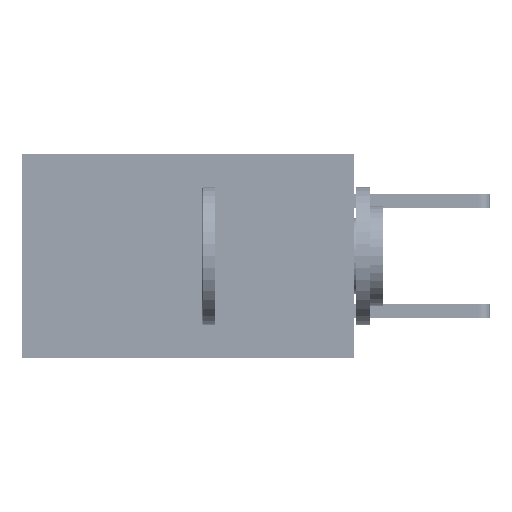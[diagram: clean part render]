
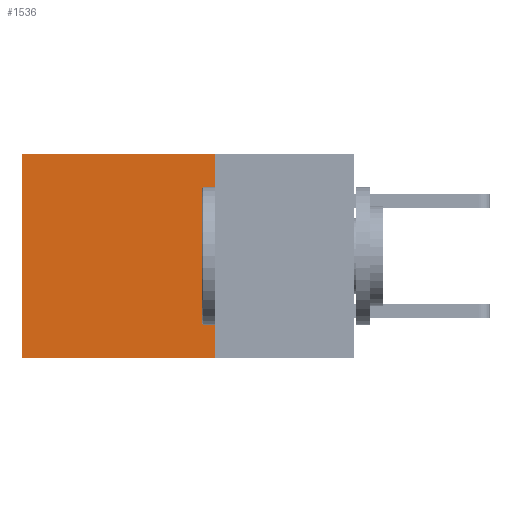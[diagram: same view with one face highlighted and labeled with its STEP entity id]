
A CAD part, left-side view. The second image highlights one B-rep face of the part: STEP entity #1536.
In plain terms, the highlighted planar face has unit normal (-1, 0, 0).
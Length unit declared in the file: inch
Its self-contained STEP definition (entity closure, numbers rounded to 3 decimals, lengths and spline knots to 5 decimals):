
#243 = DIRECTION ( 'NONE',  ( 0., 0., -1. ) ) ;
#417 = CARTESIAN_POINT ( 'NONE',  ( 0.2875, 0.25, 0. ) ) ;
#1397 = CARTESIAN_POINT ( 'NONE',  ( 0.2875, 0.6, -0.37 ) ) ;
#1536 = ADVANCED_FACE ( 'NONE', ( #19901 ), #43969, .F. ) ;
#4568 = LINE ( 'NONE', #417, #11345 ) ;
#6954 = CARTESIAN_POINT ( 'NONE',  ( 0.2875, 0.25, -0.37 ) ) ;
#7992 = ORIENTED_EDGE ( 'NONE', *, *, #14756, .F. ) ;
#8246 = EDGE_CURVE ( 'NONE', #40903, #16585, #40541, .T. ) ;
#8612 = CARTESIAN_POINT ( 'NONE',  ( 0.2875, 0.25, -0.37 ) ) ;
#10780 = DIRECTION ( 'NONE',  ( 0., 1., 0. ) ) ;
#11345 = VECTOR ( 'NONE', #47518, 39.37008 ) ;
#13456 = CARTESIAN_POINT ( 'NONE',  ( 0.2875, 0.6, 0. ) ) ;
#14756 = EDGE_CURVE ( 'NONE', #27086, #16585, #38757, .T. ) ;
#16585 = VERTEX_POINT ( 'NONE', #1397 ) ;
#17308 = VECTOR ( 'NONE', #37164, 39.37008 ) ;
#19901 = FACE_OUTER_BOUND ( 'NONE', #50662, .T. ) ;
#21544 = VERTEX_POINT ( 'NONE', #30697 ) ;
#22408 = LINE ( 'NONE', #23611, #36621 ) ;
#23486 = EDGE_CURVE ( 'NONE', #21544, #27086, #4568, .T. ) ;
#23611 = CARTESIAN_POINT ( 'NONE',  ( 0.2875, 0.25, 0. ) ) ;
#23765 = CARTESIAN_POINT ( 'NONE',  ( 0.2875, 0.25, 0. ) ) ;
#25008 = CARTESIAN_POINT ( 'NONE',  ( 0.2875, 0.6, 0. ) ) ;
#27086 = VERTEX_POINT ( 'NONE', #8612 ) ;
#27483 = ORIENTED_EDGE ( 'NONE', *, *, #23486, .F. ) ;
#30185 = AXIS2_PLACEMENT_3D ( 'NONE', #23765, #35696, #243 ) ;
#30697 = CARTESIAN_POINT ( 'NONE',  ( 0.2875, 0.25, 0. ) ) ;
#35696 = DIRECTION ( 'NONE',  ( 1., 0., 0. ) ) ;
#36621 = VECTOR ( 'NONE', #10780, 39.37008 ) ;
#37164 = DIRECTION ( 'NONE',  ( 0., 0., -1. ) ) ;
#38757 = LINE ( 'NONE', #6954, #42369 ) ;
#40153 = ORIENTED_EDGE ( 'NONE', *, *, #8246, .T. ) ;
#40541 = LINE ( 'NONE', #25008, #17308 ) ;
#40903 = VERTEX_POINT ( 'NONE', #13456 ) ;
#41518 = ORIENTED_EDGE ( 'NONE', *, *, #45900, .T. ) ;
#42140 = DIRECTION ( 'NONE',  ( 0., 1., 0. ) ) ;
#42369 = VECTOR ( 'NONE', #42140, 39.37008 ) ;
#43969 = PLANE ( 'NONE',  #30185 ) ;
#45900 = EDGE_CURVE ( 'NONE', #21544, #40903, #22408, .T. ) ;
#47518 = DIRECTION ( 'NONE',  ( 0., 0., -1. ) ) ;
#50662 = EDGE_LOOP ( 'NONE', ( #40153, #7992, #27483, #41518 ) ) ;
